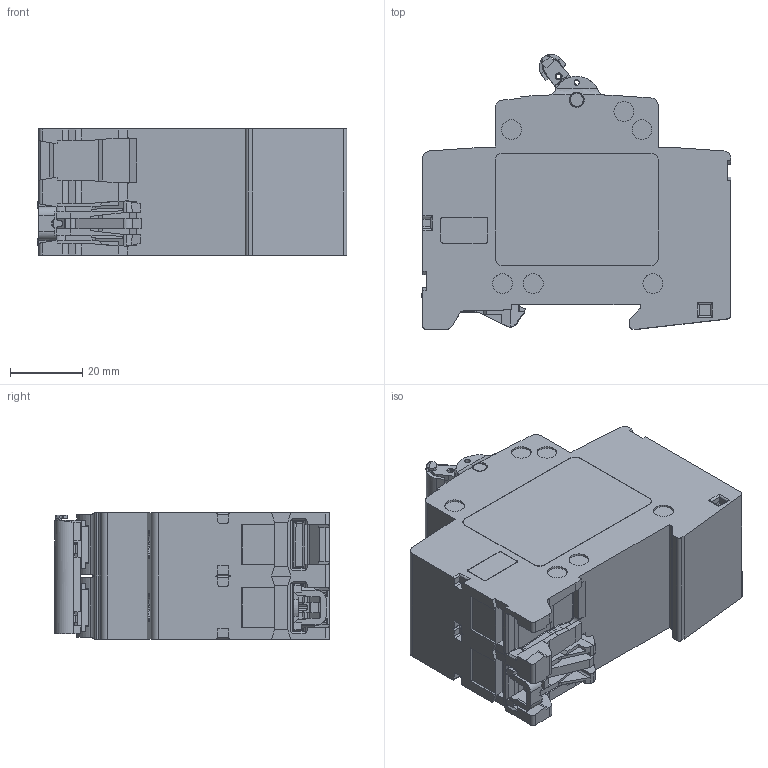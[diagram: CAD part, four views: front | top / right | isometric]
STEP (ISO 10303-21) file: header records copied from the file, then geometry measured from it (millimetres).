
FILE_DESCRIPTION((''),'2;1');
FILE_NAME('2CDE282001_SW0001','2014-01-03T',('DEU121941'),(''),'PRO/ENGINEER BY PARAMETRIC TECHNOLOGY CORPORATION, 2011310','PRO/ENGINEER BY PARAMETRIC TECHNOLOGY CORPORATION, 2011310','');
FILE_SCHEMA(('AUTOMOTIVE_DESIGN_CC2 { 1 2 10303 214 -1 1 5 2 }'));
Products named in the file (1): 2CDE282001_SW0001
Bounding box: 85.4 x 75.83 x 34.8 mm (x, y, z)
Volume: 155222 mm3; surface area: 28361 mm2
Topology: 1 solids, 9 shells, 1460 faces, 3930 edges, 2521 vertices
Faces by surface type: plane 912, cylinder 304, cone 134, bspline 69, torus 41
Entity records: 62971 total; most frequent: CARTESIAN_POINT 14641, ORIENTED_EDGE 7860, DIRECTION 6961, EDGE_CURVE 3930, VECTOR 2689, LINE 2689, VERTEX_POINT 2521, AXIS2_PLACEMENT_3D 2136
